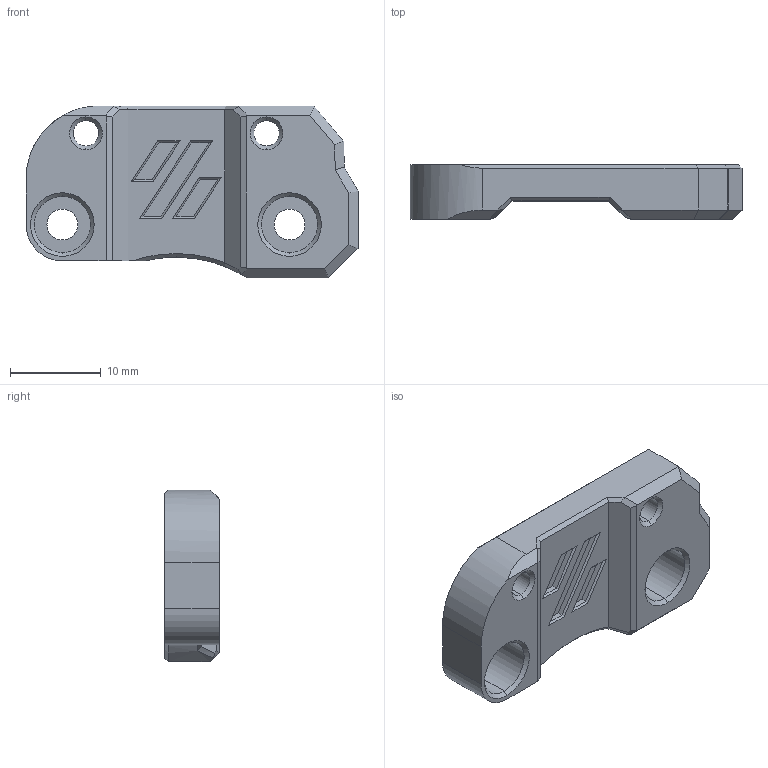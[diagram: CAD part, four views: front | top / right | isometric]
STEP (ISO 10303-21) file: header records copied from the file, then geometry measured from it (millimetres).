
FILE_DESCRIPTION (( 'STEP AP203' ), '1' );
FILE_NAME ('CUT Fysetc Portable Input Shaper MiniSB Front Mount.STEP', '2024-03-09T14:31:21', ( '' ), ( '' ), 'SwSTEP 2.0', 'SolidWorks 2023', '' );
FILE_SCHEMA (( 'CONFIG_CONTROL_DESIGN' ));
Length unit declared in the file: millimetre
Products named in the file (1): CUT Fysetc Portable Input Shaper MiniSB Front Mount
Bounding box: 36.53 x 6 x 18.92 mm (x, y, z)
Volume: 2745.3 mm3; surface area: 2007.8 mm2
Topology: 1 solids, 1 shells, 108 faces, 256 edges, 155 vertices
Faces by surface type: plane 67, cone 22, cylinder 18, bspline 1
Entity records: 3154 total; most frequent: CARTESIAN_POINT 570, DIRECTION 518, ORIENTED_EDGE 512, EDGE_CURVE 256, VECTOR 186, LINE 186, AXIS2_PLACEMENT_3D 166, VERTEX_POINT 155
